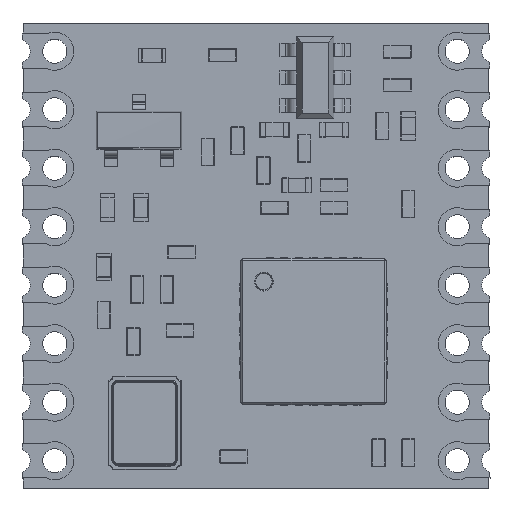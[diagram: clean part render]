
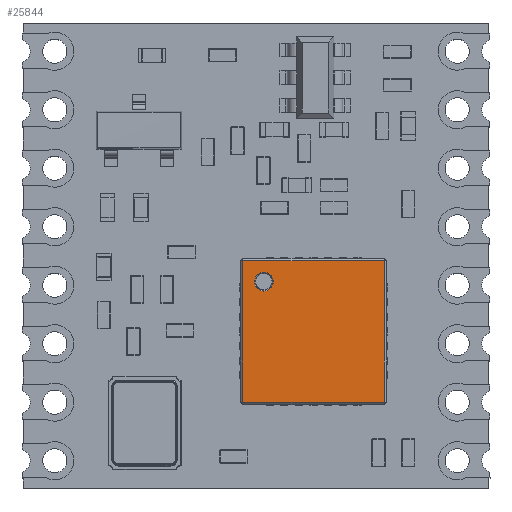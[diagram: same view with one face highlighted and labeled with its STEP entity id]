
A CAD part, top view. The second image highlights one B-rep face of the part: STEP entity #25844.
In plain terms, the highlighted planar face has unit normal (0, 0, 1).
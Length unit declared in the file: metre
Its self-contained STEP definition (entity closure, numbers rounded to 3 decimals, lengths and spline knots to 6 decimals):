
#1797=CIRCLE('',#29575,0.00032);
#8788=ORIENTED_EDGE('',*,*,#12746,.T.);
#8789=ORIENTED_EDGE('',*,*,#12747,.T.);
#8790=ORIENTED_EDGE('',*,*,#12748,.T.);
#8791=ORIENTED_EDGE('',*,*,#12749,.T.);
#8792=ORIENTED_EDGE('',*,*,#12750,.T.);
#12746=EDGE_CURVE('',#15068,#15068,#1797,.T.);
#12747=EDGE_CURVE('',#15069,#15070,#17446,.T.);
#12748=EDGE_CURVE('',#15070,#15071,#17447,.T.);
#12749=EDGE_CURVE('',#15071,#15072,#17448,.T.);
#12750=EDGE_CURVE('',#15072,#15069,#17449,.T.);
#15068=VERTEX_POINT('',#44646);
#15069=VERTEX_POINT('',#44648);
#15070=VERTEX_POINT('',#44649);
#15071=VERTEX_POINT('',#44651);
#15072=VERTEX_POINT('',#44653);
#17446=LINE('',#44647,#19850);
#17447=LINE('',#44650,#19851);
#17448=LINE('',#44652,#19852);
#17449=LINE('',#44654,#19853);
#19850=VECTOR('',#37058,1.);
#19851=VECTOR('',#37059,1.);
#19852=VECTOR('',#37060,1.);
#19853=VECTOR('',#37061,1.);
#21634=EDGE_LOOP('',(#8788));
#21635=EDGE_LOOP('',(#8789,#8790,#8791,#8792));
#23371=FACE_BOUND('',#21634,.T.);
#23372=FACE_BOUND('',#21635,.T.);
#24320=PLANE('',#29574);
#25844=ADVANCED_FACE('',(#23371,#23372),#24320,.T.);
#29574=AXIS2_PLACEMENT_3D('',#44644,#37054,#37055);
#29575=AXIS2_PLACEMENT_3D('',#44645,#37056,#37057);
#37054=DIRECTION('',(0.,0.,1.));
#37055=DIRECTION('',(0.,1.,0.));
#37056=DIRECTION('',(0.,0.,-1.));
#37057=DIRECTION('',(-1.,0.,0.));
#37058=DIRECTION('',(0.,-1.,0.));
#37059=DIRECTION('',(1.,0.,0.));
#37060=DIRECTION('',(0.,1.,0.));
#37061=DIRECTION('',(-1.,0.,0.));
#44644=CARTESIAN_POINT('',(0.00997,0.024704,0.0009));
#44645=CARTESIAN_POINT('',(0.00827,0.00712,0.0009));
#44646=CARTESIAN_POINT('',(0.00795,0.00712,0.0009));
#44647=CARTESIAN_POINT('',(0.00755,0.024704,0.0009));
#44648=CARTESIAN_POINT('',(0.00755,0.00784,0.0009));
#44649=CARTESIAN_POINT('',(0.00755,0.003,0.0009));
#44650=CARTESIAN_POINT('',(0.00997,0.003,0.0009));
#44651=CARTESIAN_POINT('',(0.01239,0.003,0.0009));
#44652=CARTESIAN_POINT('',(0.01239,0.024704,0.0009));
#44653=CARTESIAN_POINT('',(0.01239,0.00784,0.0009));
#44654=CARTESIAN_POINT('',(0.00997,0.00784,0.0009));
